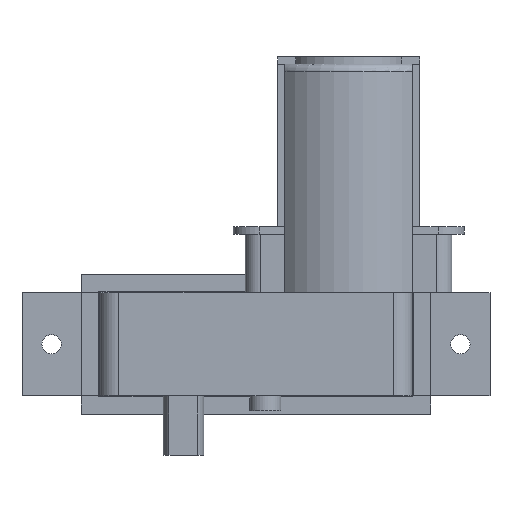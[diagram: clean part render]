
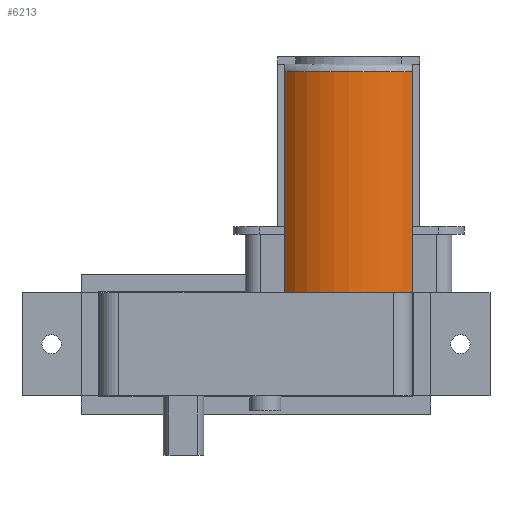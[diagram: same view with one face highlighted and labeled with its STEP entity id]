
A CAD part, front view. The second image highlights one B-rep face of the part: STEP entity #6213.
In plain terms, the highlighted cylindrical face has radius 11.45 mm (diameter 22.9 mm), a partial arc.
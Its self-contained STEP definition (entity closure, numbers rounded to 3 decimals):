
#4429 = PLANE('',#4430);
#4430 = AXIS2_PLACEMENT_3D('',#4431,#4432,#4433);
#4431 = CARTESIAN_POINT('',(0.,0.,13.96));
#4432 = DIRECTION('',(0.,0.,1.));
#4433 = DIRECTION('',(1.,0.,0.));
#4948 = VERTEX_POINT('',#4949);
#4949 = CARTESIAN_POINT('',(12.515,-11.45,13.96));
#4975 = EDGE_CURVE('',#4976,#4948,#4978,.T.);
#4976 = VERTEX_POINT('',#4977);
#4977 = CARTESIAN_POINT('',(3.91,-7.554,13.96));
#4978 = SURFACE_CURVE('',#4979,(#4984,#4991),.PCURVE_S1.);
#4979 = CIRCLE('',#4980,11.45);
#4980 = AXIS2_PLACEMENT_3D('',#4981,#4982,#4983);
#4981 = CARTESIAN_POINT('',(12.515,0.,13.96));
#4982 = DIRECTION('',(0.,0.,1.));
#4983 = DIRECTION('',(1.,0.,0.));
#4984 = PCURVE('',#4429,#4985);
#4985 = DEFINITIONAL_REPRESENTATION('',(#4986),#4990);
#4986 = CIRCLE('',#4987,11.45);
#4987 = AXIS2_PLACEMENT_2D('',#4988,#4989);
#4988 = CARTESIAN_POINT('',(12.515,0.));
#4989 = DIRECTION('',(1.,0.));
#4990 = ( GEOMETRIC_REPRESENTATION_CONTEXT(2) 
PARAMETRIC_REPRESENTATION_CONTEXT() REPRESENTATION_CONTEXT('2D SPACE',''
  ) );
#4991 = PCURVE('',#4992,#4997);
#4992 = CYLINDRICAL_SURFACE('',#4993,11.45);
#4993 = AXIS2_PLACEMENT_3D('',#4994,#4995,#4996);
#4994 = CARTESIAN_POINT('',(12.515,0.,13.96));
#4995 = DIRECTION('',(-0.,-0.,-1.));
#4996 = DIRECTION('',(1.,0.,0.));
#4997 = DEFINITIONAL_REPRESENTATION('',(#4998),#5002);
#4998 = LINE('',#4999,#5000);
#4999 = CARTESIAN_POINT('',(-0.,0.));
#5000 = VECTOR('',#5001,1.);
#5001 = DIRECTION('',(-1.,0.));
#5002 = ( GEOMETRIC_REPRESENTATION_CONTEXT(2) 
PARAMETRIC_REPRESENTATION_CONTEXT() REPRESENTATION_CONTEXT('2D SPACE',''
  ) );
#5020 = PLANE('',#5021);
#5021 = AXIS2_PLACEMENT_3D('',#5022,#5023,#5024);
#5022 = CARTESIAN_POINT('',(3.91,7.554,13.96));
#5023 = DIRECTION('',(1.,0.,0.));
#5024 = DIRECTION('',(0.,-1.,0.));
#6150 = PLANE('',#6151);
#6151 = AXIS2_PLACEMENT_3D('',#6152,#6153,#6154);
#6152 = CARTESIAN_POINT('',(0.,0.,13.96));
#6153 = DIRECTION('',(0.,0.,1.));
#6154 = DIRECTION('',(1.,0.,0.));
#6213 = ADVANCED_FACE('',(#6214),#4992,.T.);
#6214 = FACE_BOUND('',#6215,.F.);
#6215 = EDGE_LOOP('',(#6216,#6246,#6268,#6269,#6292));
#6216 = ORIENTED_EDGE('',*,*,#6217,.F.);
#6217 = EDGE_CURVE('',#6218,#6220,#6222,.T.);
#6218 = VERTEX_POINT('',#6219);
#6219 = CARTESIAN_POINT('',(21.12,-7.554,13.96));
#6220 = VERTEX_POINT('',#6221);
#6221 = CARTESIAN_POINT('',(21.12,-7.554,43.82));
#6222 = SURFACE_CURVE('',#6223,(#6227,#6234),.PCURVE_S1.);
#6223 = LINE('',#6224,#6225);
#6224 = CARTESIAN_POINT('',(21.12,-7.554,13.96));
#6225 = VECTOR('',#6226,1.);
#6226 = DIRECTION('',(0.,0.,1.));
#6227 = PCURVE('',#4992,#6228);
#6228 = DEFINITIONAL_REPRESENTATION('',(#6229),#6233);
#6229 = LINE('',#6230,#6231);
#6230 = CARTESIAN_POINT('',(-5.563,0.));
#6231 = VECTOR('',#6232,1.);
#6232 = DIRECTION('',(-0.,-1.));
#6233 = ( GEOMETRIC_REPRESENTATION_CONTEXT(2) 
PARAMETRIC_REPRESENTATION_CONTEXT() REPRESENTATION_CONTEXT('2D SPACE',''
  ) );
#6234 = PCURVE('',#6235,#6240);
#6235 = PLANE('',#6236);
#6236 = AXIS2_PLACEMENT_3D('',#6237,#6238,#6239);
#6237 = CARTESIAN_POINT('',(21.12,7.554,13.96));
#6238 = DIRECTION('',(1.,0.,0.));
#6239 = DIRECTION('',(0.,-1.,0.));
#6240 = DEFINITIONAL_REPRESENTATION('',(#6241),#6245);
#6241 = LINE('',#6242,#6243);
#6242 = CARTESIAN_POINT('',(15.107,0.));
#6243 = VECTOR('',#6244,1.);
#6244 = DIRECTION('',(0.,-1.));
#6245 = ( GEOMETRIC_REPRESENTATION_CONTEXT(2) 
PARAMETRIC_REPRESENTATION_CONTEXT() REPRESENTATION_CONTEXT('2D SPACE',''
  ) );
#6246 = ORIENTED_EDGE('',*,*,#6247,.F.);
#6247 = EDGE_CURVE('',#4948,#6218,#6248,.T.);
#6248 = SURFACE_CURVE('',#6249,(#6254,#6261),.PCURVE_S1.);
#6249 = CIRCLE('',#6250,11.45);
#6250 = AXIS2_PLACEMENT_3D('',#6251,#6252,#6253);
#6251 = CARTESIAN_POINT('',(12.515,0.,13.96));
#6252 = DIRECTION('',(0.,0.,1.));
#6253 = DIRECTION('',(1.,0.,0.));
#6254 = PCURVE('',#4992,#6255);
#6255 = DEFINITIONAL_REPRESENTATION('',(#6256),#6260);
#6256 = LINE('',#6257,#6258);
#6257 = CARTESIAN_POINT('',(-0.,0.));
#6258 = VECTOR('',#6259,1.);
#6259 = DIRECTION('',(-1.,0.));
#6260 = ( GEOMETRIC_REPRESENTATION_CONTEXT(2) 
PARAMETRIC_REPRESENTATION_CONTEXT() REPRESENTATION_CONTEXT('2D SPACE',''
  ) );
#6261 = PCURVE('',#6150,#6262);
#6262 = DEFINITIONAL_REPRESENTATION('',(#6263),#6267);
#6263 = CIRCLE('',#6264,11.45);
#6264 = AXIS2_PLACEMENT_2D('',#6265,#6266);
#6265 = CARTESIAN_POINT('',(12.515,0.));
#6266 = DIRECTION('',(1.,0.));
#6267 = ( GEOMETRIC_REPRESENTATION_CONTEXT(2) 
PARAMETRIC_REPRESENTATION_CONTEXT() REPRESENTATION_CONTEXT('2D SPACE',''
  ) );
#6268 = ORIENTED_EDGE('',*,*,#4975,.F.);
#6269 = ORIENTED_EDGE('',*,*,#6270,.T.);
#6270 = EDGE_CURVE('',#4976,#6271,#6273,.T.);
#6271 = VERTEX_POINT('',#6272);
#6272 = CARTESIAN_POINT('',(3.91,-7.554,43.82));
#6273 = SURFACE_CURVE('',#6274,(#6278,#6285),.PCURVE_S1.);
#6274 = LINE('',#6275,#6276);
#6275 = CARTESIAN_POINT('',(3.91,-7.554,13.96));
#6276 = VECTOR('',#6277,1.);
#6277 = DIRECTION('',(0.,0.,1.));
#6278 = PCURVE('',#4992,#6279);
#6279 = DEFINITIONAL_REPRESENTATION('',(#6280),#6284);
#6280 = LINE('',#6281,#6282);
#6281 = CARTESIAN_POINT('',(-3.862,0.));
#6282 = VECTOR('',#6283,1.);
#6283 = DIRECTION('',(-0.,-1.));
#6284 = ( GEOMETRIC_REPRESENTATION_CONTEXT(2) 
PARAMETRIC_REPRESENTATION_CONTEXT() REPRESENTATION_CONTEXT('2D SPACE',''
  ) );
#6285 = PCURVE('',#5020,#6286);
#6286 = DEFINITIONAL_REPRESENTATION('',(#6287),#6291);
#6287 = LINE('',#6288,#6289);
#6288 = CARTESIAN_POINT('',(15.107,0.));
#6289 = VECTOR('',#6290,1.);
#6290 = DIRECTION('',(0.,-1.));
#6291 = ( GEOMETRIC_REPRESENTATION_CONTEXT(2) 
PARAMETRIC_REPRESENTATION_CONTEXT() REPRESENTATION_CONTEXT('2D SPACE',''
  ) );
#6292 = ORIENTED_EDGE('',*,*,#6293,.F.);
#6293 = EDGE_CURVE('',#6220,#6271,#6294,.T.);
#6294 = SURFACE_CURVE('',#6295,(#6300,#6307),.PCURVE_S1.);
#6295 = CIRCLE('',#6296,11.45);
#6296 = AXIS2_PLACEMENT_3D('',#6297,#6298,#6299);
#6297 = CARTESIAN_POINT('',(12.515,0.,43.82));
#6298 = DIRECTION('',(0.,-0.,-1.));
#6299 = DIRECTION('',(0.752,-0.66,0.));
#6300 = PCURVE('',#4992,#6301);
#6301 = DEFINITIONAL_REPRESENTATION('',(#6302),#6306);
#6302 = LINE('',#6303,#6304);
#6303 = CARTESIAN_POINT('',(-5.563,-29.86));
#6304 = VECTOR('',#6305,1.);
#6305 = DIRECTION('',(1.,-0.));
#6306 = ( GEOMETRIC_REPRESENTATION_CONTEXT(2) 
PARAMETRIC_REPRESENTATION_CONTEXT() REPRESENTATION_CONTEXT('2D SPACE',''
  ) );
#6307 = PCURVE('',#6308,#6313);
#6308 = TOROIDAL_SURFACE('',#6309,10.45,1.);
#6309 = AXIS2_PLACEMENT_3D('',#6310,#6311,#6312);
#6310 = CARTESIAN_POINT('',(12.515,0.,43.82));
#6311 = DIRECTION('',(0.,0.,1.));
#6312 = DIRECTION('',(0.752,-0.66,0.));
#6313 = DEFINITIONAL_REPRESENTATION('',(#6314),#6318);
#6314 = LINE('',#6315,#6316);
#6315 = CARTESIAN_POINT('',(-0.,0.));
#6316 = VECTOR('',#6317,1.);
#6317 = DIRECTION('',(-1.,0.));
#6318 = ( GEOMETRIC_REPRESENTATION_CONTEXT(2) 
PARAMETRIC_REPRESENTATION_CONTEXT() REPRESENTATION_CONTEXT('2D SPACE',''
  ) );
